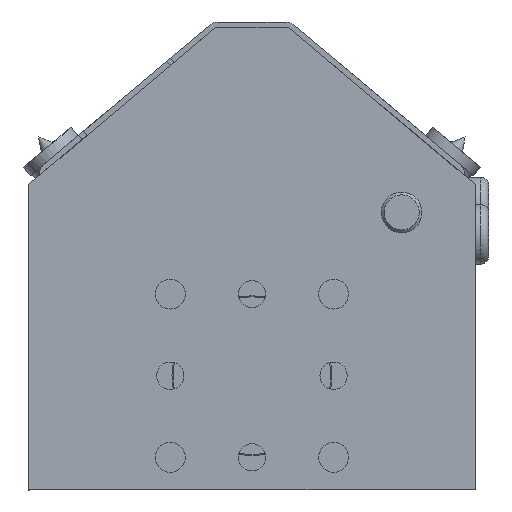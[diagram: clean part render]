
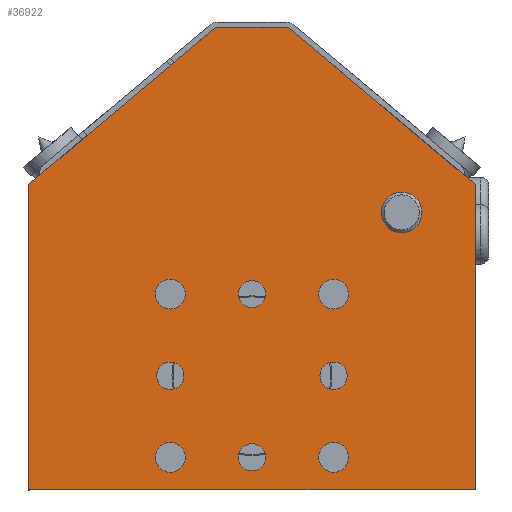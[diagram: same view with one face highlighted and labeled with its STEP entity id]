
A CAD part, left-side view. The second image highlights one B-rep face of the part: STEP entity #36922.
In plain terms, the highlighted face is planar.
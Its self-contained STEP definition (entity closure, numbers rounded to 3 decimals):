
#36398=CARTESIAN_POINT('',(202.,-12.25,5.));
#36399=VERTEX_POINT('',#36398);
#36400=CARTESIAN_POINT('',(202.,-15.,5.));
#36401=DIRECTION('',(-1.0,0.0,0.0));
#36402=DIRECTION('',(0.0,-1.0,0.0));
#36403=AXIS2_PLACEMENT_3D('',#36400,#36401,#36402);
#36404=CIRCLE('',#36403,2.75);
#36405=EDGE_CURVE('',#36399,#36399,#36404,.T.);
#36466=CARTESIAN_POINT('',(202.,17.75,35.));
#36467=VERTEX_POINT('',#36466);
#36468=CARTESIAN_POINT('',(202.,15.,35.));
#36469=DIRECTION('',(-1.0,0.0,0.0));
#36470=DIRECTION('',(0.0,-1.0,0.0));
#36471=AXIS2_PLACEMENT_3D('',#36468,#36469,#36470);
#36472=CIRCLE('',#36471,2.75);
#36473=EDGE_CURVE('',#36467,#36467,#36472,.T.);
#36534=CARTESIAN_POINT('',(202.,-12.25,35.));
#36535=VERTEX_POINT('',#36534);
#36536=CARTESIAN_POINT('',(202.,-15.,35.));
#36537=DIRECTION('',(-1.0,0.0,0.0));
#36538=DIRECTION('',(0.0,-1.0,0.0));
#36539=AXIS2_PLACEMENT_3D('',#36536,#36537,#36538);
#36540=CIRCLE('',#36539,2.75);
#36541=EDGE_CURVE('',#36535,#36535,#36540,.T.);
#36602=CARTESIAN_POINT('',(202.,17.75,5.));
#36603=VERTEX_POINT('',#36602);
#36604=CARTESIAN_POINT('',(202.,15.,5.));
#36605=DIRECTION('',(-1.0,0.0,0.0));
#36606=DIRECTION('',(0.0,-1.0,0.0));
#36607=AXIS2_PLACEMENT_3D('',#36604,#36605,#36606);
#36608=CIRCLE('',#36607,2.75);
#36609=EDGE_CURVE('',#36603,#36603,#36608,.T.);
#36637=CARTESIAN_POINT('',(202.,31.23,50.));
#36638=VERTEX_POINT('',#36637);
#36639=CARTESIAN_POINT('',(202.,27.5,50.));
#36640=DIRECTION('',(-1.0,0.0,0.0));
#36641=DIRECTION('',(0.0,1.0,0.0));
#36642=AXIS2_PLACEMENT_3D('',#36639,#36640,#36641);
#36643=CIRCLE('',#36642,3.73);
#36644=EDGE_CURVE('',#36638,#36638,#36643,.T.);
#36665=CARTESIAN_POINT('',(202.,-12.5,20.));
#36666=VERTEX_POINT('',#36665);
#36667=CARTESIAN_POINT('',(202.,-15.,20.));
#36668=DIRECTION('',(-1.0,0.0,0.0));
#36669=DIRECTION('',(0.0,1.0,0.0));
#36670=AXIS2_PLACEMENT_3D('',#36667,#36668,#36669);
#36671=CIRCLE('',#36670,2.5);
#36672=EDGE_CURVE('',#36666,#36666,#36671,.T.);
#36693=CARTESIAN_POINT('',(202.,2.5,35.));
#36694=VERTEX_POINT('',#36693);
#36695=CARTESIAN_POINT('',(202.,0.,35.));
#36696=DIRECTION('',(-1.0,0.0,0.0));
#36697=DIRECTION('',(0.0,1.0,0.0));
#36698=AXIS2_PLACEMENT_3D('',#36695,#36696,#36697);
#36699=CIRCLE('',#36698,2.5);
#36700=EDGE_CURVE('',#36694,#36694,#36699,.T.);
#36721=CARTESIAN_POINT('',(202.,17.5,20.));
#36722=VERTEX_POINT('',#36721);
#36723=CARTESIAN_POINT('',(202.,15.,20.));
#36724=DIRECTION('',(-1.0,0.0,0.0));
#36725=DIRECTION('',(0.0,1.0,0.0));
#36726=AXIS2_PLACEMENT_3D('',#36723,#36724,#36725);
#36727=CIRCLE('',#36726,2.5);
#36728=EDGE_CURVE('',#36722,#36722,#36727,.T.);
#36749=CARTESIAN_POINT('',(202.,2.5,5.));
#36750=VERTEX_POINT('',#36749);
#36751=CARTESIAN_POINT('',(202.,0.,5.));
#36752=DIRECTION('',(-1.0,0.0,0.0));
#36753=DIRECTION('',(0.0,1.0,0.0));
#36754=AXIS2_PLACEMENT_3D('',#36751,#36752,#36753);
#36755=CIRCLE('',#36754,2.5);
#36756=EDGE_CURVE('',#36750,#36750,#36755,.T.);
#36776=CARTESIAN_POINT('',(202.,6.651,84.));
#36777=VERTEX_POINT('',#36776);
#36784=CARTESIAN_POINT('',(202.,41.,55.178));
#36785=VERTEX_POINT('',#36784);
#36786=CARTESIAN_POINT('',(202.,41.,55.178));
#36787=DIRECTION('',(0.0,-0.766,0.643));
#36788=VECTOR('',#36787,44.839);
#36789=LINE('',#36786,#36788);
#36790=EDGE_CURVE('',#36785,#36777,#36789,.T.);
#36816=CARTESIAN_POINT('',(202.,-41.,55.178));
#36817=VERTEX_POINT('',#36816);
#36824=CARTESIAN_POINT('',(202.,-6.651,84.));
#36825=VERTEX_POINT('',#36824);
#36826=CARTESIAN_POINT('',(202.,-6.651,84.));
#36827=DIRECTION('',(0.,-0.766,-0.643));
#36828=VECTOR('',#36827,44.839);
#36829=LINE('',#36826,#36828);
#36830=EDGE_CURVE('',#36825,#36817,#36829,.T.);
#36854=CARTESIAN_POINT('',(202.,-6.651,84.));
#36855=DIRECTION('',(0.0,1.0,0.0));
#36856=VECTOR('',#36855,13.303);
#36857=LINE('',#36854,#36856);
#36858=EDGE_CURVE('',#36825,#36777,#36857,.T.);
#36863=CARTESIAN_POINT('',(202.,0.,41.5));
#36864=DIRECTION('',(1.0,0.0,0.0));
#36865=DIRECTION('',(0.0,1.0,0.0));
#36866=AXIS2_PLACEMENT_3D('',#36863,#36864,#36865);
#36867=PLANE('',#36866);
#36868=ORIENTED_EDGE('',*,*,#36790,.T.);
#36869=ORIENTED_EDGE('',*,*,#36858,.F.);
#36870=ORIENTED_EDGE('',*,*,#36830,.T.);
#36871=CARTESIAN_POINT('',(202.,-41.,-1.));
#36872=VERTEX_POINT('',#36871);
#36873=CARTESIAN_POINT('',(202.,-41.,-1.));
#36874=DIRECTION('',(0.0,0.0,1.0));
#36875=VECTOR('',#36874,56.178);
#36876=LINE('',#36873,#36875);
#36877=EDGE_CURVE('',#36872,#36817,#36876,.T.);
#36878=ORIENTED_EDGE('',*,*,#36877,.F.);
#36879=CARTESIAN_POINT('',(202.,41.,-1.));
#36880=VERTEX_POINT('',#36879);
#36881=CARTESIAN_POINT('',(202.,41.,-1.));
#36882=DIRECTION('',(0.0,-1.0,0.0));
#36883=VECTOR('',#36882,82.);
#36884=LINE('',#36881,#36883);
#36885=EDGE_CURVE('',#36880,#36872,#36884,.T.);
#36886=ORIENTED_EDGE('',*,*,#36885,.F.);
#36887=CARTESIAN_POINT('',(202.,41.,55.178));
#36888=DIRECTION('',(0.0,0.0,-1.0));
#36889=VECTOR('',#36888,56.178);
#36890=LINE('',#36887,#36889);
#36891=EDGE_CURVE('',#36785,#36880,#36890,.T.);
#36892=ORIENTED_EDGE('',*,*,#36891,.F.);
#36893=EDGE_LOOP('',(#36868,#36869,#36870,#36878,#36886,#36892));
#36894=FACE_OUTER_BOUND('',#36893,.T.);
#36895=ORIENTED_EDGE('',*,*,#36405,.T.);
#36896=EDGE_LOOP('',(#36895));
#36897=FACE_BOUND('',#36896,.T.);
#36898=ORIENTED_EDGE('',*,*,#36473,.T.);
#36899=EDGE_LOOP('',(#36898));
#36900=FACE_BOUND('',#36899,.T.);
#36901=ORIENTED_EDGE('',*,*,#36541,.T.);
#36902=EDGE_LOOP('',(#36901));
#36903=FACE_BOUND('',#36902,.T.);
#36904=ORIENTED_EDGE('',*,*,#36609,.T.);
#36905=EDGE_LOOP('',(#36904));
#36906=FACE_BOUND('',#36905,.T.);
#36907=ORIENTED_EDGE('',*,*,#36644,.T.);
#36908=EDGE_LOOP('',(#36907));
#36909=FACE_BOUND('',#36908,.T.);
#36910=ORIENTED_EDGE('',*,*,#36672,.T.);
#36911=EDGE_LOOP('',(#36910));
#36912=FACE_BOUND('',#36911,.T.);
#36913=ORIENTED_EDGE('',*,*,#36700,.T.);
#36914=EDGE_LOOP('',(#36913));
#36915=FACE_BOUND('',#36914,.T.);
#36916=ORIENTED_EDGE('',*,*,#36728,.T.);
#36917=EDGE_LOOP('',(#36916));
#36918=FACE_BOUND('',#36917,.T.);
#36919=ORIENTED_EDGE('',*,*,#36756,.T.);
#36920=EDGE_LOOP('',(#36919));
#36921=FACE_BOUND('',#36920,.T.);
#36922=ADVANCED_FACE('',(#36894,#36897,#36900,#36903,#36906,#36909,#36912,#36915,#36918,#36921),#36867,.T.);
